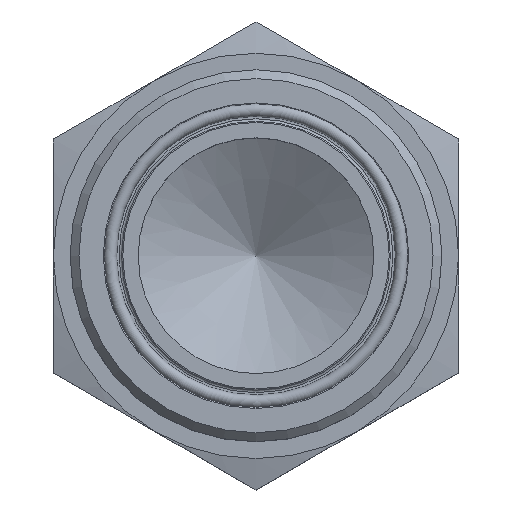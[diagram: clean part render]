
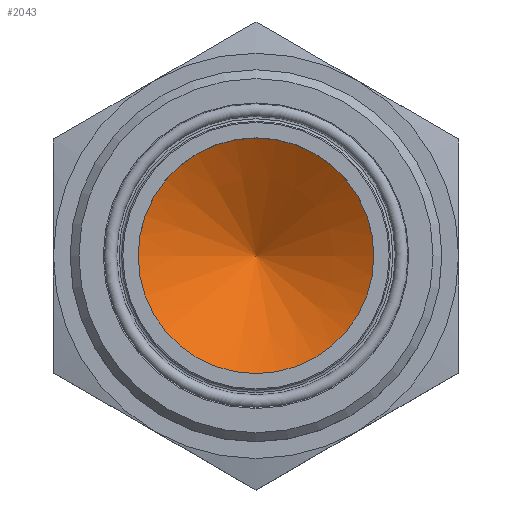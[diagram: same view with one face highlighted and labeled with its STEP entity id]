
A CAD part, top view. The second image highlights one B-rep face of the part: STEP entity #2043.
In plain terms, the highlighted conical face has half-angle 59 degrees and reference radius 8 mm.
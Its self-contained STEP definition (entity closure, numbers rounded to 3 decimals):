
#2027=CARTESIAN_POINT('',(0.0,0.0,9.693));
#2028=DIRECTION('',(0.0,0.0,1.0));
#2029=DIRECTION('',(1.0,0.0,0.0));
#2030=AXIS2_PLACEMENT_3D('',#2027,#2028,#2029);
#2031=CONICAL_SURFACE('',#2030,8.0,59.);
#2032=CARTESIAN_POINT('',(16.0,0.0,14.5));
#2033=VERTEX_POINT('',#2032);
#2034=CARTESIAN_POINT('',(0.0,0.0,14.5));
#2035=DIRECTION('',(0.0,0.0,1.0));
#2036=DIRECTION('',(1.0,0.0,0.0));
#2037=AXIS2_PLACEMENT_3D('',#2034,#2035,#2036);
#2038=CIRCLE('',#2037,16.0);
#2039=EDGE_CURVE('',#2033,#2033,#2038,.T.);
#2040=ORIENTED_EDGE('',*,*,#2039,.T.);
#2041=EDGE_LOOP('',(#2040));
#2042=FACE_OUTER_BOUND('',#2041,.T.);
#2043=ADVANCED_FACE('',(#2042),#2031,.F.);
